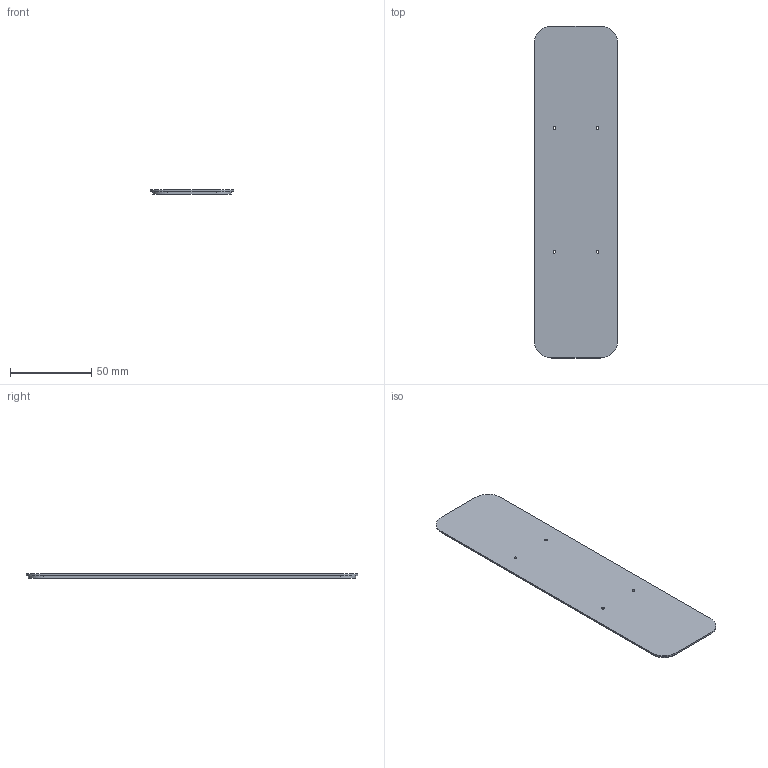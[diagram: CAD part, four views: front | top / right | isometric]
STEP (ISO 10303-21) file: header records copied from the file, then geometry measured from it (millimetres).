
FILE_DESCRIPTION(/* description */ (''),/* implementation_level */ '2;1');
FILE_NAME(/* name */ 'Slot Lid - Alu CNC vtst.step',/* time_stamp */ '2024-09-26T17:22:46+02:00',/* author */ (''),/* organization */ (''),/* preprocessor_version */ 'ST-DEVELOPER v20',/* originating_system */ 'Autodesk Translation Framework v13.20.0.188',/* authorisation */ '');
FILE_SCHEMA (('AUTOMOTIVE_DESIGN { 1 0 10303 214 3 1 1 }'));
Length unit declared in the file: millimetre
Products named in the file (1): Slot Lid - Alu CNC
Bounding box: 51.4 x 203.9 x 2.6 mm (x, y, z)
Volume: 12497.5 mm3; surface area: 22777.3 mm2
Topology: 1 solids, 1 shells, 32 faces, 84 edges, 56 vertices
Faces by surface type: plane 16, cylinder 16
Full cylindrical faces by diameter (mm): 1.623 x4
Entity records: 1056 total; most frequent: DIRECTION 182, CARTESIAN_POINT 173, ORIENTED_EDGE 168, EDGE_CURVE 84, AXIS2_PLACEMENT_3D 65, VERTEX_POINT 56, LINE 52, VECTOR 52
